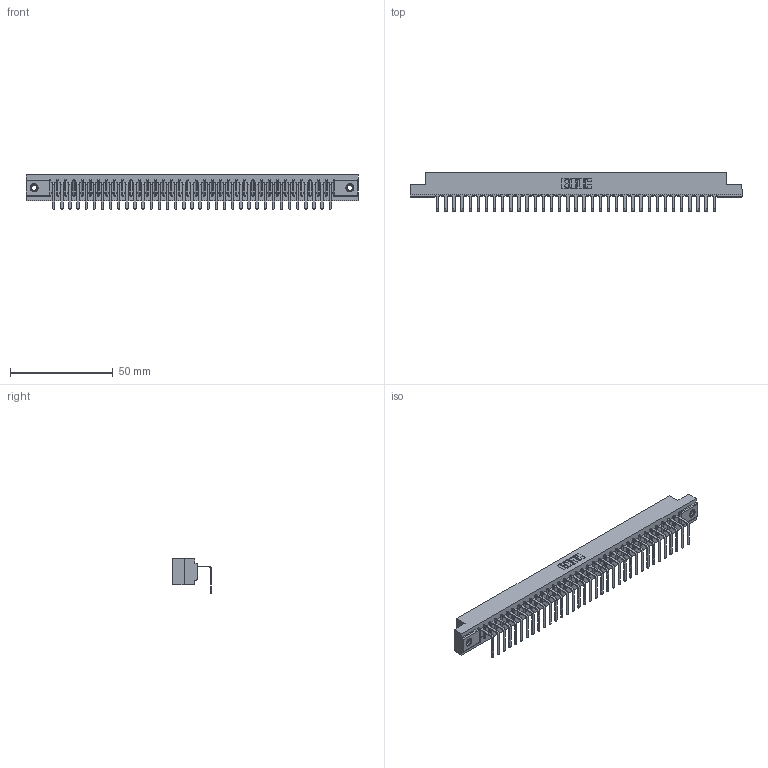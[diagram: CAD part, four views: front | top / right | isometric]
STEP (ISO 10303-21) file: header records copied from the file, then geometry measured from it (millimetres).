
FILE_DESCRIPTION (( 'STEP AP203' ), '1' );
FILE_NAME ('307-035-558-107.STEP', '2019-09-05T14:36:42', ( '' ), ( '' ), 'SwSTEP 2.0', 'SolidWorks 2016', '' );
FILE_SCHEMA (( 'CONFIG_CONTROL_DESIGN' ));
Length unit declared in the file: inch
Products named in the file (4): 307 Part_.156 Dia Mounting Holes; 307-290-001_558 - 2 (Single); 345-250-001_345-250-005-103; 307-035-558-107
Assembly tree (38 placements, depth 2):
  307-035-558-107
    307 Part_.156 Dia Mounting Holes
    307-290-001_558 - 2 (Single)  x35
    345-250-001_345-250-005-103  x2
Bounding box: 161.7 x 18.96 x 16.8 mm (x, y, z)
Volume: 16891.3 mm3; surface area: 18867.1 mm2
Topology: 38 solids, 38 shells, 2314 faces, 6549 edges, 4214 vertices
Faces by surface type: plane 1467, cylinder 759, sphere 72, cone 12, torus 4
Entity records: 32157 total; most frequent: CARTESIAN_POINT 5395, ORIENTED_EDGE 5374, DIRECTION 5261, EDGE_CURVE 2687, VECTOR 2057, LINE 2057, VERTEX_POINT 1736, AXIS2_PLACEMENT_3D 1602
